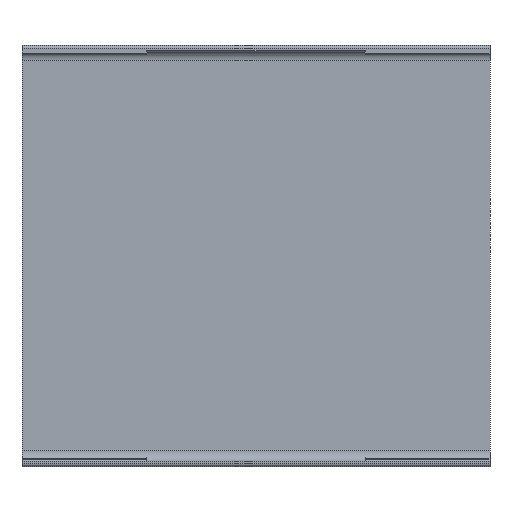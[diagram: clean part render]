
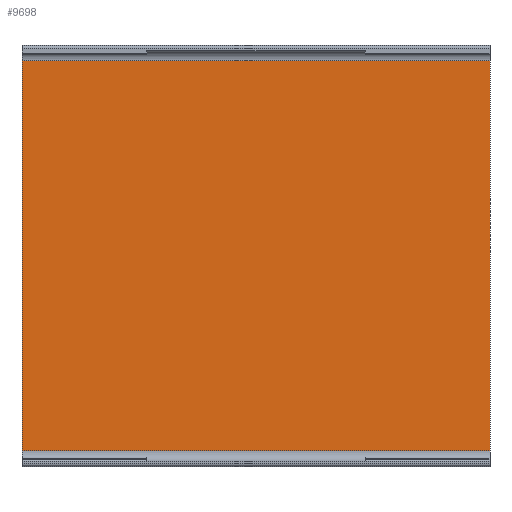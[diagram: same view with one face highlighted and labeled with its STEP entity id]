
A CAD part, front view. The second image highlights one B-rep face of the part: STEP entity #9698.
In plain terms, the highlighted planar face has unit normal (0, -1, 0).
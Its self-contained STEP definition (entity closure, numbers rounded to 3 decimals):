
#1166=FACE_OUTER_BOUND('',#1740,.T.);
#1740=EDGE_LOOP('',(#8783,#8784,#8785,#8786));
#2740=LINE('',#16973,#3744);
#2741=LINE('',#16976,#3745);
#2742=LINE('',#16978,#3746);
#2743=LINE('',#16979,#3747);
#3744=VECTOR('',#11867,10.);
#3745=VECTOR('',#11870,10.);
#3746=VECTOR('',#11871,10.);
#3747=VECTOR('',#11872,10.);
#4675=VERTEX_POINT('',#16969);
#4676=VERTEX_POINT('',#16971);
#4677=VERTEX_POINT('',#16975);
#4678=VERTEX_POINT('',#16977);
#6062=EDGE_CURVE('',#4675,#4676,#2740,.T.);
#6063=EDGE_CURVE('',#4675,#4677,#2741,.T.);
#6064=EDGE_CURVE('',#4678,#4676,#2742,.T.);
#6065=EDGE_CURVE('',#4677,#4678,#2743,.T.);
#8783=ORIENTED_EDGE('',*,*,#6063,.F.);
#8784=ORIENTED_EDGE('',*,*,#6062,.T.);
#8785=ORIENTED_EDGE('',*,*,#6064,.F.);
#8786=ORIENTED_EDGE('',*,*,#6065,.F.);
#9179=PLANE('',#10105);
#9698=ADVANCED_FACE('',(#1166),#9179,.T.);
#10105=AXIS2_PLACEMENT_3D('',#16974,#11868,#11869);
#11867=DIRECTION('',(-1.,0.,0.));
#11868=DIRECTION('center_axis',(0.,-1.,0.));
#11869=DIRECTION('ref_axis',(0.,0.,1.));
#11870=DIRECTION('',(0.,0.,-1.));
#11871=DIRECTION('',(0.,0.,1.));
#11872=DIRECTION('',(-1.,0.,0.));
#16969=CARTESIAN_POINT('',(0.,59.3,130.));
#16971=CARTESIAN_POINT('',(-150.,59.3,130.));
#16973=CARTESIAN_POINT('',(0.,59.3,130.));
#16974=CARTESIAN_POINT('Origin',(0.,59.3,5.));
#16975=CARTESIAN_POINT('',(0.,59.3,5.));
#16976=CARTESIAN_POINT('',(0.,59.3,130.));
#16977=CARTESIAN_POINT('',(-150.,59.3,5.));
#16978=CARTESIAN_POINT('',(-150.,59.3,130.));
#16979=CARTESIAN_POINT('',(0.,59.3,5.));
